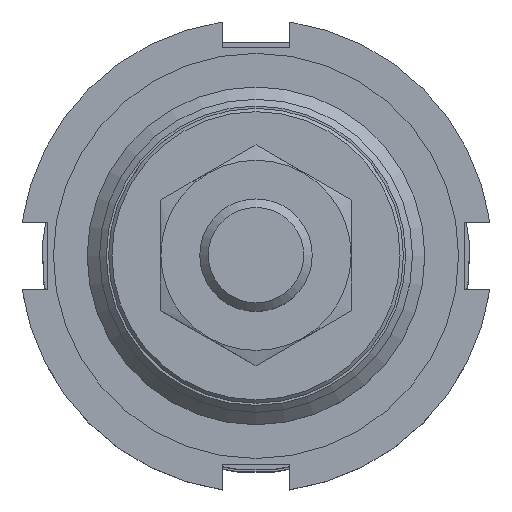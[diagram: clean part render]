
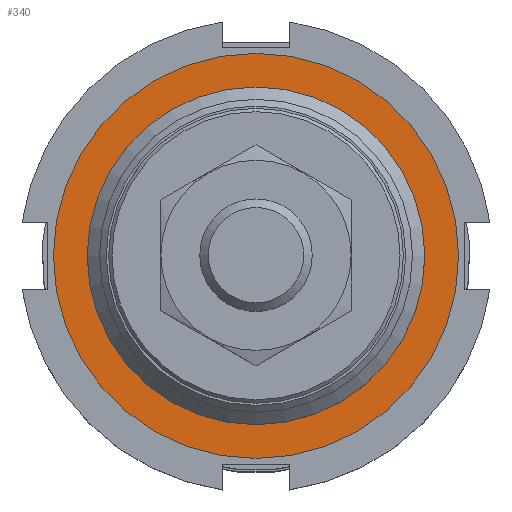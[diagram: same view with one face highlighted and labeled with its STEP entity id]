
A CAD part, top view. The second image highlights one B-rep face of the part: STEP entity #340.
In plain terms, the highlighted planar face has unit normal (0, 0, 1).
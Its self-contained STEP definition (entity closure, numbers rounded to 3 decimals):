
#340 = ADVANCED_FACE( '', ( #717, #718 ), #719, .F. );
#717 = FACE_OUTER_BOUND( '', #1161, .T. );
#718 = FACE_BOUND( '', #1162, .T. );
#719 = PLANE( '', #1163 );
#1161 = EDGE_LOOP( '', ( #1860 ) );
#1162 = EDGE_LOOP( '', ( #1861 ) );
#1163 = AXIS2_PLACEMENT_3D( '', #1862, #1863, #1864 );
#1860 = ORIENTED_EDGE( '', *, *, #2393, .F. );
#1861 = ORIENTED_EDGE( '', *, *, #2620, .T. );
#1862 = CARTESIAN_POINT( '', ( 0., 0., 4. ) );
#1863 = DIRECTION( '', ( 0., 0., -1. ) );
#1864 = DIRECTION( '', ( -1., 0., 0. ) );
#2393 = EDGE_CURVE( '', #2767, #2767, #2768, .T. );
#2620 = EDGE_CURVE( '', #3136, #3136, #3137, .T. );
#2767 = VERTEX_POINT( '', #3317 );
#2768 = CIRCLE( '', #3318, 18. );
#3136 = VERTEX_POINT( '', #3868 );
#3137 = CIRCLE( '', #3869, 15. );
#3317 = CARTESIAN_POINT( '', ( -18., 0., 4. ) );
#3318 = AXIS2_PLACEMENT_3D( '', #4120, #4121, #4122 );
#3868 = CARTESIAN_POINT( '', ( -15., 0., 4. ) );
#3869 = AXIS2_PLACEMENT_3D( '', #4410, #4411, #4412 );
#4120 = CARTESIAN_POINT( '', ( 0., 0., 4. ) );
#4121 = DIRECTION( '', ( 0., 0., -1. ) );
#4122 = DIRECTION( '', ( -1., 0., 0. ) );
#4410 = CARTESIAN_POINT( '', ( 0., 0., 4. ) );
#4411 = DIRECTION( '', ( 0., 0., -1. ) );
#4412 = DIRECTION( '', ( -1., 0., 0. ) );
